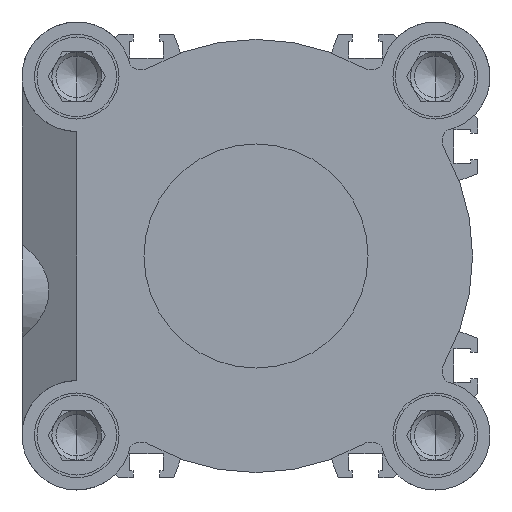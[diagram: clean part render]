
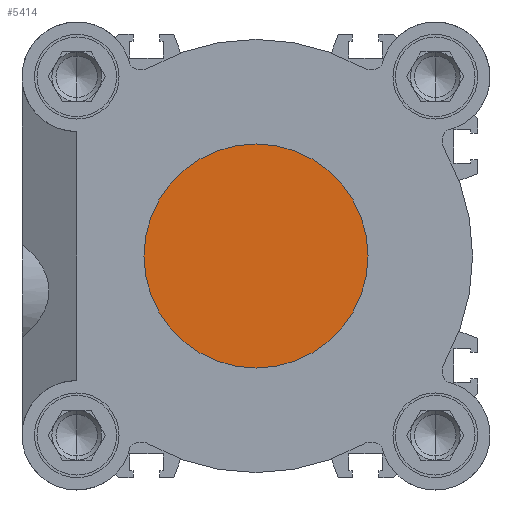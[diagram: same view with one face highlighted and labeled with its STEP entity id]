
A CAD part, left-side view. The second image highlights one B-rep face of the part: STEP entity #5414.
In plain terms, the highlighted face is planar.
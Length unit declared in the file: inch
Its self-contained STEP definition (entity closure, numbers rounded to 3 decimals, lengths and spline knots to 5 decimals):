
#141 = FACE_OUTER_BOUND ( 'NONE', #8926, .T. ) ;
#609 = CIRCLE ( 'NONE', #12681, 0.88583 ) ;
#1065 = ORIENTED_EDGE ( 'NONE', *, *, #5215, .F. ) ;
#1067 = CARTESIAN_POINT ( 'NONE',  ( 1.65354, 0., 0.88583 ) ) ;
#2671 = DIRECTION ( 'NONE',  ( -1., 0., 0. ) ) ;
#4850 = VERTEX_POINT ( 'NONE', #1067 ) ;
#5066 = CARTESIAN_POINT ( 'NONE',  ( 1.65354, 0., 0. ) ) ;
#5215 = EDGE_CURVE ( 'NONE', #4850, #8007, #609, .T. ) ;
#5414 = ADVANCED_FACE ( 'NONE', ( #141 ), #8601, .F. ) ;
#5498 = ORIENTED_EDGE ( 'NONE', *, *, #8121, .F. ) ;
#5613 = CARTESIAN_POINT ( 'NONE',  ( 1.65354, 0., 0. ) ) ;
#6034 = CIRCLE ( 'NONE', #7627, 0.88583 ) ;
#6045 = DIRECTION ( 'NONE',  ( 0., 0., 1. ) ) ;
#6591 = CARTESIAN_POINT ( 'NONE',  ( 1.65354, 0.88583, 0. ) ) ;
#6594 = DIRECTION ( 'NONE',  ( 0., 0., 1. ) ) ;
#7627 = AXIS2_PLACEMENT_3D ( 'NONE', #5066, #11990, #6045 ) ;
#8007 = VERTEX_POINT ( 'NONE', #11821 ) ;
#8121 = EDGE_CURVE ( 'NONE', #8007, #4850, #6034, .T. ) ;
#8601 = PLANE ( 'NONE',  #11795 ) ;
#8926 = EDGE_LOOP ( 'NONE', ( #1065, #5498 ) ) ;
#9607 = DIRECTION ( 'NONE',  ( 0., 0., 1. ) ) ;
#11795 = AXIS2_PLACEMENT_3D ( 'NONE', #6591, #2671, #9607 ) ;
#11821 = CARTESIAN_POINT ( 'NONE',  ( 1.65354, 0., -0.88583 ) ) ;
#11990 = DIRECTION ( 'NONE',  ( -1., 0., 0. ) ) ;
#12532 = DIRECTION ( 'NONE',  ( -1., 0., 0. ) ) ;
#12681 = AXIS2_PLACEMENT_3D ( 'NONE', #5613, #12532, #6594 ) ;
